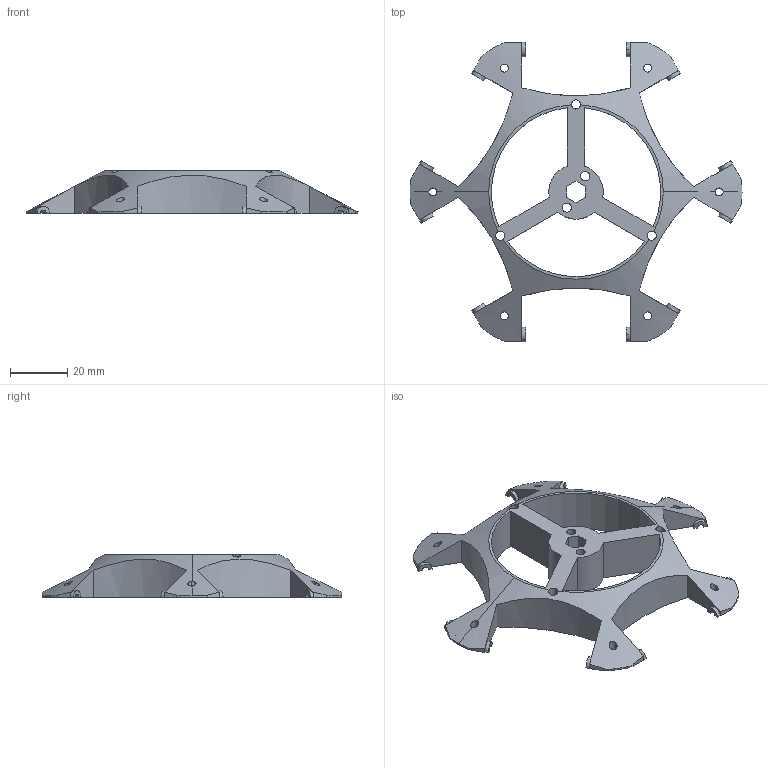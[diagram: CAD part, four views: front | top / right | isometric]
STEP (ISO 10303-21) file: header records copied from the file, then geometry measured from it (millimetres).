
FILE_DESCRIPTION (( 'STEP AP214' ), '1' );
FILE_NAME ('Disk 12 coating hub mating.STEP', '2023-09-14T08:00:26', ( '' ), ( '' ), 'SwSTEP 2.0', 'SolidWorks 2020', '' );
FILE_SCHEMA (( 'AUTOMOTIVE_DESIGN' ));
Length unit declared in the file: millimetre
Products named in the file (1): Disk 12 coating hub mating
Bounding box: 115.97 x 104.56 x 15 mm (x, y, z)
Volume: 32180.9 mm3; surface area: 17238.7 mm2
Topology: 1 solids, 1 shells, 145 faces, 427 edges, 279 vertices
Faces by surface type: cylinder 81, plane 62, cone 2
Entity records: 5443 total; most frequent: CARTESIAN_POINT 1481, ORIENTED_EDGE 854, DIRECTION 795, EDGE_CURVE 427, AXIS2_PLACEMENT_3D 283, VERTEX_POINT 279, VECTOR 229, LINE 229
